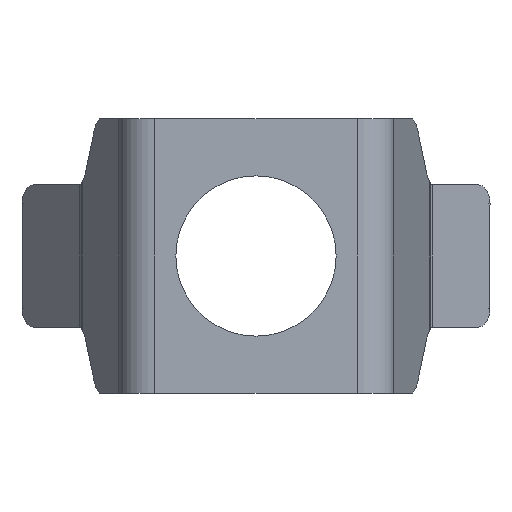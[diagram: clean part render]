
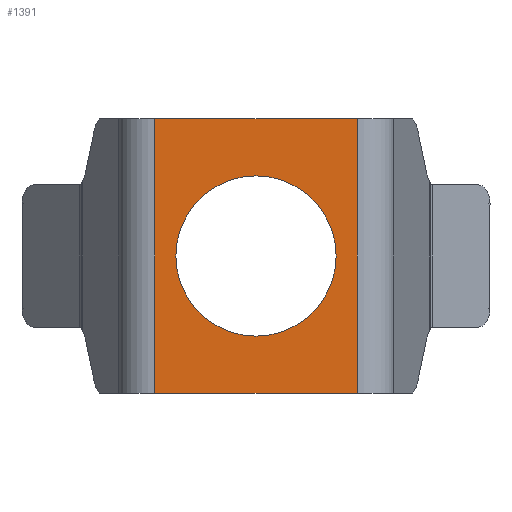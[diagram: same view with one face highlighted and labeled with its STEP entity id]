
A CAD part, front view. The second image highlights one B-rep face of the part: STEP entity #1391.
In plain terms, the highlighted planar face has unit normal (0, -1, 0).
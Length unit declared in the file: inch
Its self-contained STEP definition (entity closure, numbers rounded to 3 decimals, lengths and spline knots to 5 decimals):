
#95=FACE_BOUND('',#249,.T.);
#114=PLANE('',#1505);
#167=FACE_OUTER_BOUND('',#248,.T.);
#248=EDGE_LOOP('',(#1134,#1135,#1136,#1137));
#249=EDGE_LOOP('',(#1138));
#338=LINE('',#2306,#453);
#339=LINE('',#2310,#454);
#340=LINE('',#2314,#455);
#359=LINE('',#2551,#474);
#453=VECTOR('',#1682,39.37008);
#454=VECTOR('',#1687,39.37008);
#455=VECTOR('',#1692,39.37008);
#474=VECTOR('',#1727,39.37008);
#530=CIRCLE('',#1464,0.4375);
#576=VERTEX_POINT('',#1880);
#635=VERTEX_POINT('',#2303);
#636=VERTEX_POINT('',#2305);
#637=VERTEX_POINT('',#2309);
#638=VERTEX_POINT('',#2313);
#715=EDGE_CURVE('',#576,#576,#530,.T.);
#795=EDGE_CURVE('',#635,#636,#338,.T.);
#797=EDGE_CURVE('',#636,#637,#339,.T.);
#799=EDGE_CURVE('',#637,#638,#340,.T.);
#827=EDGE_CURVE('',#638,#635,#359,.T.);
#1134=ORIENTED_EDGE('',*,*,#795,.F.);
#1135=ORIENTED_EDGE('',*,*,#827,.F.);
#1136=ORIENTED_EDGE('',*,*,#799,.F.);
#1137=ORIENTED_EDGE('',*,*,#797,.F.);
#1138=ORIENTED_EDGE('',*,*,#715,.F.);
#1391=ADVANCED_FACE('',(#167,#95),#114,.F.);
#1464=AXIS2_PLACEMENT_3D('',#1882,#1580,#1581);
#1505=AXIS2_PLACEMENT_3D('',#2550,#1725,#1726);
#1580=DIRECTION('center_axis',(0.,-1.,0.));
#1581=DIRECTION('ref_axis',(0.,0.,-1.));
#1682=DIRECTION('',(-1.,0.,0.));
#1687=DIRECTION('',(0.,0.,1.));
#1692=DIRECTION('',(1.,0.,0.));
#1725=DIRECTION('center_axis',(0.,1.,0.));
#1726=DIRECTION('ref_axis',(0.,0.,1.));
#1727=DIRECTION('',(0.,0.,-1.));
#1880=CARTESIAN_POINT('',(1.1302,-1.87898,1.3375));
#1882=CARTESIAN_POINT('Origin',(1.1302,-1.87898,0.9));
#2303=CARTESIAN_POINT('',(1.68398,-1.87898,0.15));
#2305=CARTESIAN_POINT('',(0.57643,-1.87898,0.15));
#2306=CARTESIAN_POINT('',(0.4752,-1.87898,0.15));
#2309=CARTESIAN_POINT('',(0.57643,-1.87898,1.65));
#2310=CARTESIAN_POINT('',(0.57643,-1.87898,0.));
#2313=CARTESIAN_POINT('',(1.68398,-1.87898,1.65));
#2314=CARTESIAN_POINT('',(0.4752,-1.87898,1.65));
#2550=CARTESIAN_POINT('Origin',(0.4752,-1.87898,0.));
#2551=CARTESIAN_POINT('',(1.68398,-1.87898,0.));
